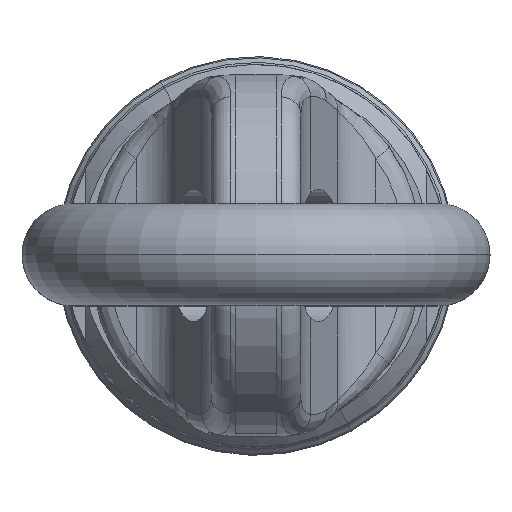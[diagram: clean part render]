
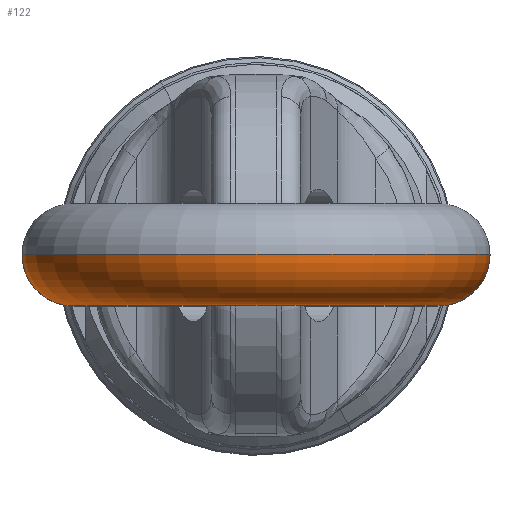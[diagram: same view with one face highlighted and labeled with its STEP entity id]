
A CAD part, top view. The second image highlights one B-rep face of the part: STEP entity #122.
In plain terms, the highlighted toroidal (fillet/blend) face has major radius 45 mm and minor radius 12.5 mm.
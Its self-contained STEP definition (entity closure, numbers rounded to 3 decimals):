
#57=CARTESIAN_POINT('Axis2P3D Location',(0.,0.,122.994)) ;
#61=CARTESIAN_POINT('Vertex',(-57.5,0.,122.994)) ;
#63=CARTESIAN_POINT('Vertex',(57.5,0.,122.994)) ;
#92=CARTESIAN_POINT('Axis2P3D Location',(0.,0.,122.994)) ;
#97=CARTESIAN_POINT('Axis2P3D Location',(-45.,0.,122.994)) ;
#101=CARTESIAN_POINT('Vertex',(-45.,-12.5,122.994)) ;
#104=CARTESIAN_POINT('Axis2P3D Location',(0.,-12.5,122.994)) ;
#108=CARTESIAN_POINT('Vertex',(45.,-12.5,122.994)) ;
#111=CARTESIAN_POINT('Axis2P3D Location',(45.,0.,122.994)) ;
#58=DIRECTION('Axis2P3D Direction',(0.,1.,0.)) ;
#93=DIRECTION('Axis2P3D Direction',(0.,1.,0.)) ;
#94=DIRECTION('Axis2P3D XDirection',(-1.,0.,0.)) ;
#98=DIRECTION('Axis2P3D Direction',(0.,0.,-1.)) ;
#105=DIRECTION('Axis2P3D Direction',(0.,1.,0.)) ;
#112=DIRECTION('Axis2P3D Direction',(0.,0.,1.)) ;
#59=AXIS2_PLACEMENT_3D('Circle Axis2P3D',#57,#58,$) ;
#95=AXIS2_PLACEMENT_3D('Torus Axis2P3D',#92,#93,#94) ;
#99=AXIS2_PLACEMENT_3D('Circle Axis2P3D',#97,#98,$) ;
#106=AXIS2_PLACEMENT_3D('Circle Axis2P3D',#104,#105,$) ;
#113=AXIS2_PLACEMENT_3D('Circle Axis2P3D',#111,#112,$) ;
#117=ORIENTED_EDGE('',*,*,#65,.F.) ;
#118=ORIENTED_EDGE('',*,*,#103,.T.) ;
#119=ORIENTED_EDGE('',*,*,#110,.T.) ;
#120=ORIENTED_EDGE('',*,*,#115,.F.) ;
#122=ADVANCED_FACE('YK8216-130C.1\\\X2\81E5935B7CBE52A05DE5\X0\',(#121),#96,.T.) ;
#60=CIRCLE('generated circle',#59,57.5) ;
#100=CIRCLE('generated circle',#99,12.5) ;
#107=CIRCLE('generated circle',#106,45.) ;
#114=CIRCLE('generated circle',#113,12.5) ;
#96=TOROIDAL_SURFACE('homeo Torus',#95,45.,12.5) ;
#65=EDGE_CURVE('',#62,#64,#60,.T.) ;
#103=EDGE_CURVE('',#62,#102,#100,.F.) ;
#110=EDGE_CURVE('',#102,#109,#107,.T.) ;
#115=EDGE_CURVE('',#64,#109,#114,.F.) ;
#116=EDGE_LOOP('',(#117,#118,#119,#120)) ;
#121=FACE_OUTER_BOUND('',#116,.T.) ;
#62=VERTEX_POINT('',#61) ;
#64=VERTEX_POINT('',#63) ;
#102=VERTEX_POINT('',#101) ;
#109=VERTEX_POINT('',#108) ;
